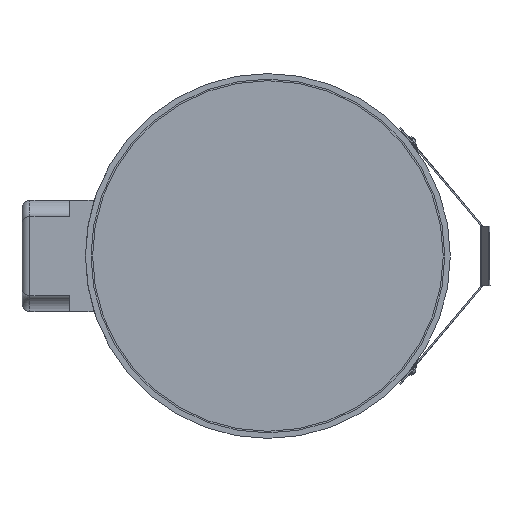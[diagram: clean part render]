
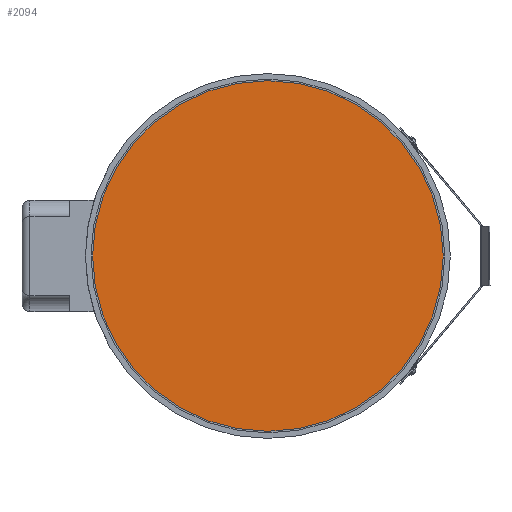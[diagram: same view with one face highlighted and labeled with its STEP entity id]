
A CAD part, left-side view. The second image highlights one B-rep face of the part: STEP entity #2094.
In plain terms, the highlighted planar face has unit normal (-1, 0, 0).
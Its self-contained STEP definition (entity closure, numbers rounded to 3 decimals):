
#1957 = VERTEX_POINT ( 'NONE', #8720 ) ;
#1959 = EDGE_CURVE ( 'NONE', #1957, #1960, #8719, .T. ) ;
#1960 = VERTEX_POINT ( 'NONE', #8714 ) ;
#2094 = ADVANCED_FACE ( 'NONE', ( #9161 ), #9196, .F. ) ;
#2095 = EDGE_LOOP ( 'NONE', ( #2096, #2098 ) ) ;
#2096 = ORIENTED_EDGE ( 'NONE', *, *, #2097, .F. ) ;
#2097 = EDGE_CURVE ( 'NONE', #1960, #1957, #9189, .T. ) ;
#2098 = ORIENTED_EDGE ( 'NONE', *, *, #1959, .F. ) ;
#8714 = CARTESIAN_POINT ( 'NONE',  ( -65.041, 0., -110.5 ) ) ;
#8715 = DIRECTION ( 'NONE',  ( 0., 0., -1. ) ) ;
#8716 = DIRECTION ( 'NONE',  ( 1., 0., 0. ) ) ;
#8717 = CARTESIAN_POINT ( 'NONE',  ( -65.041, 0., 0. ) ) ;
#8718 = AXIS2_PLACEMENT_3D ( 'NONE', #8717, #8716, #8715 ) ;
#8719 = CIRCLE ( 'NONE', #8718, 110.5 ) ;
#8720 = CARTESIAN_POINT ( 'NONE',  ( -65.041, 0., 110.5 ) ) ;
#9161 = FACE_OUTER_BOUND ( 'NONE', #2095, .T. ) ;
#9186 = DIRECTION ( 'NONE',  ( 0., 0., -1. ) ) ;
#9187 = DIRECTION ( 'NONE',  ( 1., 0., 0. ) ) ;
#9188 = AXIS2_PLACEMENT_3D ( 'NONE', #9195, #9187, #9186 ) ;
#9189 = CIRCLE ( 'NONE', #9188, 110.5 ) ;
#9191 = DIRECTION ( 'NONE',  ( 0., 0., -1. ) ) ;
#9192 = DIRECTION ( 'NONE',  ( 1., 0., 0. ) ) ;
#9193 = CARTESIAN_POINT ( 'NONE',  ( -65.041, 0., 0. ) ) ;
#9194 = AXIS2_PLACEMENT_3D ( 'NONE', #9193, #9192, #9191 ) ;
#9195 = CARTESIAN_POINT ( 'NONE',  ( -65.041, 0., 0. ) ) ;
#9196 = PLANE ( 'NONE',  #9194 ) ;
